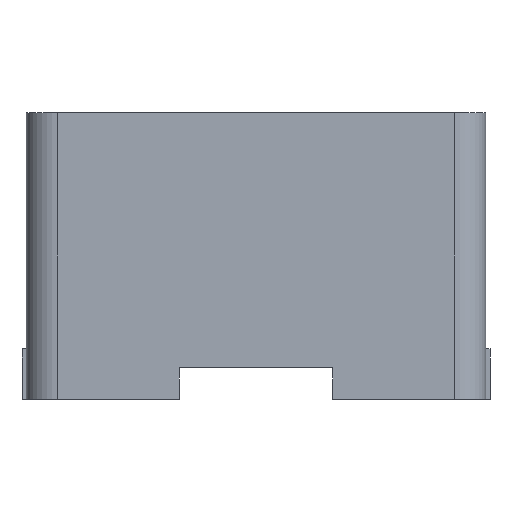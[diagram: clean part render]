
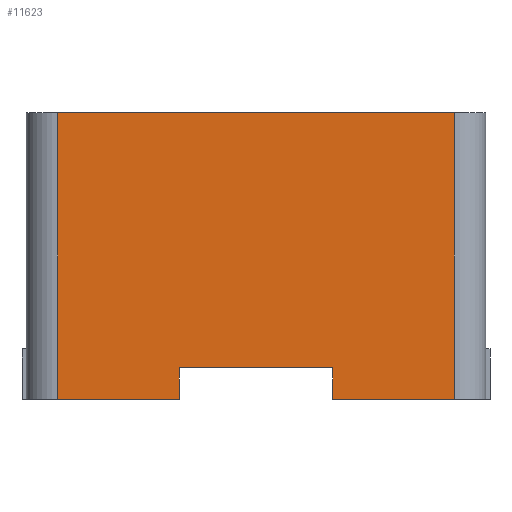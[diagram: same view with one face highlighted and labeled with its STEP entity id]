
A CAD part, front view. The second image highlights one B-rep face of the part: STEP entity #11623.
In plain terms, the highlighted planar face has unit normal (0, -1, 0).
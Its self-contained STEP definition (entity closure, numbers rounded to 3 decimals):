
#12 = EDGE_CURVE ( 'NONE', #50, #13504, #13716, .T. ) ;
#50 = VERTEX_POINT ( 'NONE', #154 ) ;
#103 = EDGE_CURVE ( 'NONE', #117, #50, #7744, .T. ) ;
#117 = VERTEX_POINT ( 'NONE', #7799 ) ;
#154 = CARTESIAN_POINT ( 'NONE',  ( 6.8, 0., 0. ) ) ;
#2724 = DIRECTION ( 'NONE',  ( 0., 0., -1. ) ) ;
#2725 = VECTOR ( 'NONE', #2724, 1000. ) ;
#2726 = CARTESIAN_POINT ( 'NONE',  ( 4.865, 0., 0.5 ) ) ;
#2727 = LINE ( 'NONE', #2726, #2725 ) ;
#2728 = CARTESIAN_POINT ( 'NONE',  ( 4.865, 0., 0. ) ) ;
#2729 = CARTESIAN_POINT ( 'NONE',  ( 4.865, 0., 0.5 ) ) ;
#2766 = CARTESIAN_POINT ( 'NONE',  ( 2.435, 0., 0. ) ) ;
#2767 = DIRECTION ( 'NONE',  ( 0., 0., 1. ) ) ;
#2768 = VECTOR ( 'NONE', #2767, 1000. ) ;
#2769 = CARTESIAN_POINT ( 'NONE',  ( 2.435, 0., 0.5 ) ) ;
#2770 = LINE ( 'NONE', #2769, #2768 ) ;
#2771 = CARTESIAN_POINT ( 'NONE',  ( 2.435, 0., 0.5 ) ) ;
#3299 = DIRECTION ( 'NONE',  ( -1., 0., 0. ) ) ;
#3300 = VECTOR ( 'NONE', #3299, 1000. ) ;
#3301 = CARTESIAN_POINT ( 'NONE',  ( 0., 0., 0.5 ) ) ;
#3302 = LINE ( 'NONE', #3301, #3300 ) ;
#3308 = CARTESIAN_POINT ( 'NONE',  ( 0.5, 0., 4.55 ) ) ;
#3314 = DIRECTION ( 'NONE',  ( -1., 0., 0. ) ) ;
#3315 = VECTOR ( 'NONE', #3314, 1000. ) ;
#3316 = CARTESIAN_POINT ( 'NONE',  ( 0., 0., 0. ) ) ;
#3317 = LINE ( 'NONE', #3316, #3315 ) ;
#3318 = CARTESIAN_POINT ( 'NONE',  ( 0.5, 0., 0. ) ) ;
#7742 = VECTOR ( 'NONE', #7758, 1000. ) ;
#7743 = CARTESIAN_POINT ( 'NONE',  ( 6.8, 0., 4.55 ) ) ;
#7744 = LINE ( 'NONE', #7743, #7742 ) ;
#7758 = DIRECTION ( 'NONE',  ( 0., 0., -1. ) ) ;
#7799 = CARTESIAN_POINT ( 'NONE',  ( 6.8, 0., 4.55 ) ) ;
#8391 = DIRECTION ( 'NONE',  ( 0., 0., 1. ) ) ;
#8392 = VECTOR ( 'NONE', #8391, 1000. ) ;
#8393 = CARTESIAN_POINT ( 'NONE',  ( 0.5, 0., 4.55 ) ) ;
#8513 = LINE ( 'NONE', #8393, #8392 ) ;
#9352 = DIRECTION ( 'NONE',  ( 1., 0., 0. ) ) ;
#9353 = VECTOR ( 'NONE', #9352, 1000. ) ;
#9354 = CARTESIAN_POINT ( 'NONE',  ( 0., 0., 4.55 ) ) ;
#9355 = LINE ( 'NONE', #9354, #9353 ) ;
#9615 = FACE_OUTER_BOUND ( 'NONE', #11514, .T. ) ;
#9743 = DIRECTION ( 'NONE',  ( 0., 0., 1. ) ) ;
#9744 = DIRECTION ( 'NONE',  ( 0., 1., 0. ) ) ;
#9745 = CARTESIAN_POINT ( 'NONE',  ( 0., 0., 4.55 ) ) ;
#9746 = AXIS2_PLACEMENT_3D ( 'NONE', #9745, #9744, #9743 ) ;
#9747 = PLANE ( 'NONE',  #9746 ) ;
#11294 = EDGE_CURVE ( 'NONE', #13676, #13698, #8513, .T. ) ;
#11514 = EDGE_LOOP ( 'NONE', ( #11614, #11615, #11625, #11522, #11523, #11520, #11575, #11561 ) ) ;
#11520 = ORIENTED_EDGE ( 'NONE', *, *, #12, .F. ) ;
#11522 = ORIENTED_EDGE ( 'NONE', *, *, #13700, .F. ) ;
#11523 = ORIENTED_EDGE ( 'NONE', *, *, #13507, .T. ) ;
#11561 = ORIENTED_EDGE ( 'NONE', *, *, #11611, .F. ) ;
#11575 = ORIENTED_EDGE ( 'NONE', *, *, #103, .F. ) ;
#11611 = EDGE_CURVE ( 'NONE', #13698, #117, #9355, .T. ) ;
#11614 = ORIENTED_EDGE ( 'NONE', *, *, #11294, .F. ) ;
#11615 = ORIENTED_EDGE ( 'NONE', *, *, #13686, .F. ) ;
#11623 = ADVANCED_FACE ( 'NONE', ( #9615 ), #9747, .F. ) ;
#11625 = ORIENTED_EDGE ( 'NONE', *, *, #13470, .T. ) ;
#13468 = VERTEX_POINT ( 'NONE', #2771 ) ;
#13470 = EDGE_CURVE ( 'NONE', #13471, #13468, #2770, .T. ) ;
#13471 = VERTEX_POINT ( 'NONE', #2766 ) ;
#13503 = VERTEX_POINT ( 'NONE', #2729 ) ;
#13504 = VERTEX_POINT ( 'NONE', #2728 ) ;
#13507 = EDGE_CURVE ( 'NONE', #13503, #13504, #2727, .T. ) ;
#13676 = VERTEX_POINT ( 'NONE', #3318 ) ;
#13686 = EDGE_CURVE ( 'NONE', #13471, #13676, #3317, .T. ) ;
#13687 = DIRECTION ( 'NONE',  ( -1., 0., 0. ) ) ;
#13688 = VECTOR ( 'NONE', #13687, 1000. ) ;
#13698 = VERTEX_POINT ( 'NONE', #3308 ) ;
#13700 = EDGE_CURVE ( 'NONE', #13503, #13468, #3302, .T. ) ;
#13713 = CARTESIAN_POINT ( 'NONE',  ( 0., 0., 0. ) ) ;
#13716 = LINE ( 'NONE', #13713, #13688 ) ;
